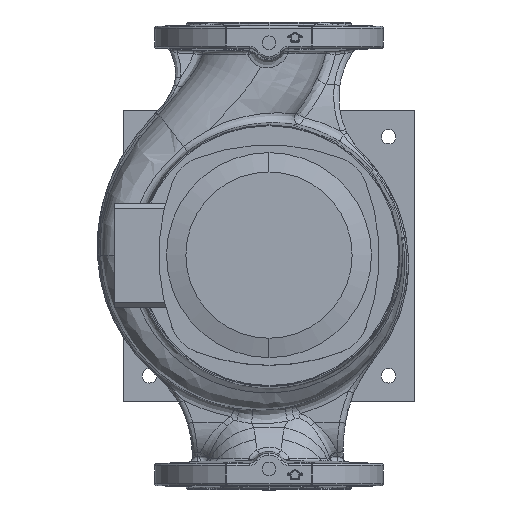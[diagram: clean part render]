
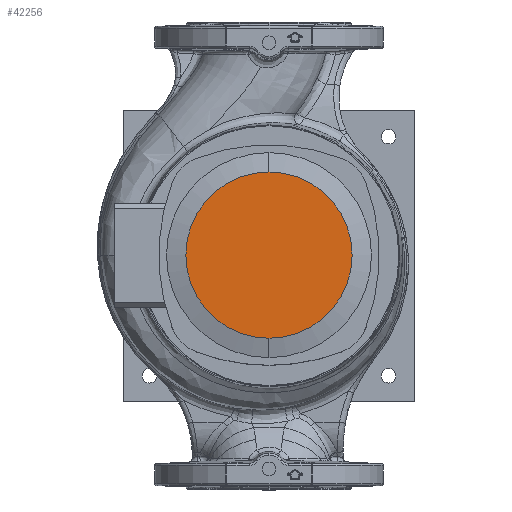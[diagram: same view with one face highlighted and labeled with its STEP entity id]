
A CAD part, top view. The second image highlights one B-rep face of the part: STEP entity #42256.
In plain terms, the highlighted planar face has unit normal (0, 0, 1).
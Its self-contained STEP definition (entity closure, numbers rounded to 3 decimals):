
#104 = CIRCLE ( 'NONE', #110, 80. ) ;
#110 = AXIS2_PLACEMENT_3D ( 'NONE', #72713, #72714, #72715 ) ;
#289 = AXIS2_PLACEMENT_3D ( 'NONE', #72782, #72783, #72784 ) ;
#338 = CIRCLE ( 'NONE', #289, 80. ) ;
#4672 = ORIENTED_EDGE ( 'NONE', *, *, #5576, .T. ) ;
#4759 = ORIENTED_EDGE ( 'NONE', *, *, #5622, .T. ) ;
#5576 = EDGE_CURVE ( 'NONE', #26129, #26308, #104, .T. ) ;
#5622 = EDGE_CURVE ( 'NONE', #26308, #26129, #338, .T. ) ;
#5972 = AXIS2_PLACEMENT_3D ( 'NONE', #13391, #13398, #13399 ) ;
#13391 = CARTESIAN_POINT ( 'NONE',  ( -80., 0., 476. ) ) ;
#13394 = FACE_OUTER_BOUND ( 'NONE', #81903, .T. ) ;
#13395 = PLANE ( 'NONE',  #5972 ) ;
#13398 = DIRECTION ( 'NONE',  ( 0., 0., -1. ) ) ;
#13399 = DIRECTION ( 'NONE',  ( 0., -1., 0. ) ) ;
#24827 = CARTESIAN_POINT ( 'NONE',  ( 0., 80., 476. ) ) ;
#24979 = CARTESIAN_POINT ( 'NONE',  ( 0., -80., 476. ) ) ;
#26129 = VERTEX_POINT ( 'NONE', #24827 ) ;
#26308 = VERTEX_POINT ( 'NONE', #24979 ) ;
#42256 = ADVANCED_FACE ( 'NONE', ( #13394 ), #13395, .F. ) ;
#72713 = CARTESIAN_POINT ( 'NONE',  ( 0., 0., 476. ) ) ;
#72714 = DIRECTION ( 'NONE',  ( 0., 0., 1. ) ) ;
#72715 = DIRECTION ( 'NONE',  ( 0., 1., 0. ) ) ;
#72782 = CARTESIAN_POINT ( 'NONE',  ( 0., 0., 476. ) ) ;
#72783 = DIRECTION ( 'NONE',  ( 0., 0., 1. ) ) ;
#72784 = DIRECTION ( 'NONE',  ( 0., 1., 0. ) ) ;
#81903 = EDGE_LOOP ( 'NONE', ( #4759, #4672 ) ) ;
